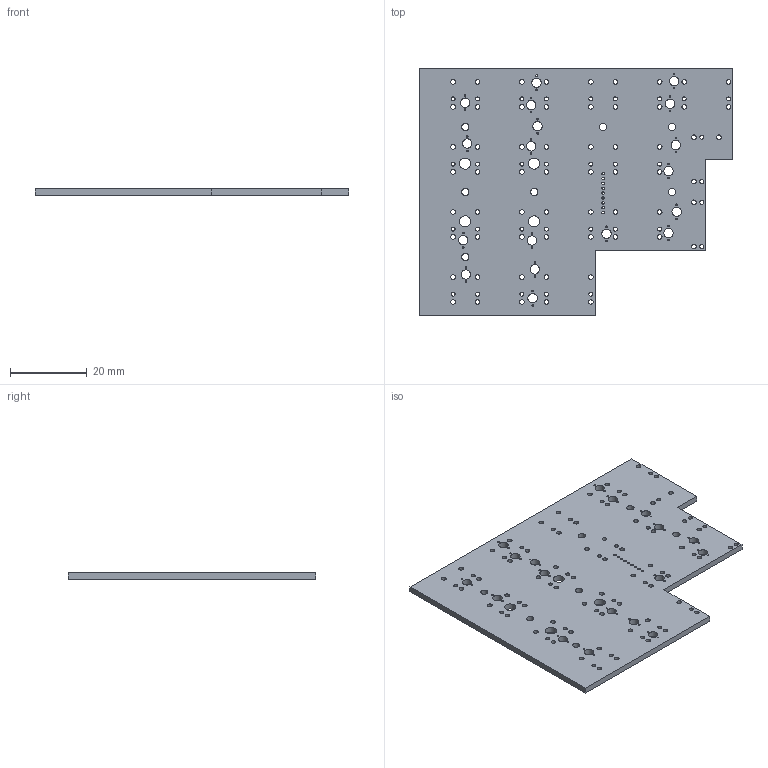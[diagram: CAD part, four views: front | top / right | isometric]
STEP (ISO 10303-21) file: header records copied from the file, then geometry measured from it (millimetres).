
FILE_DESCRIPTION(('KiCad electronic assembly'),'2;1');
FILE_NAME('btrfld_pcb.step','2024-09-03T19:48:44',('Pcbnew'),('Kicad'), 'Open CASCADE STEP processor 7.6','KiCad to STEP converter','Unknown' );
FILE_SCHEMA(('AUTOMOTIVE_DESIGN { 1 0 10303 214 1 1 1 1 }'));
Length unit declared in the file: millimetre
Products named in the file (2): btrfld_pcb 1; btrfld_pcb_PCB
Assembly tree (1 placements, depth 2):
  btrfld_pcb 1
    btrfld_pcb_PCB
Bounding box: 82 x 64.8 x 1.6 mm (x, y, z)
Volume: 6875.8 mm3; surface area: 10050 mm2
Topology: 1 solids, 1 shells, 177 faces, 525 edges, 350 vertices
Faces by surface type: cylinder 167, plane 10
Full cylindrical faces by diameter (mm): 0.4 x36, 0.65 x9, 1.05 x32, 1.2 x61, 1.9 x7, 2.45 x18, 2.9 x4
Entity records: 6838 total; most frequent: DIRECTION 1217, CARTESIAN_POINT 1054, ORIENTED_EDGE 1050, EDGE_CURVE 525, AXIS2_PLACEMENT_3D 513, FACE_BOUND 511, EDGE_LOOP 511, VERTEX_POINT 350
